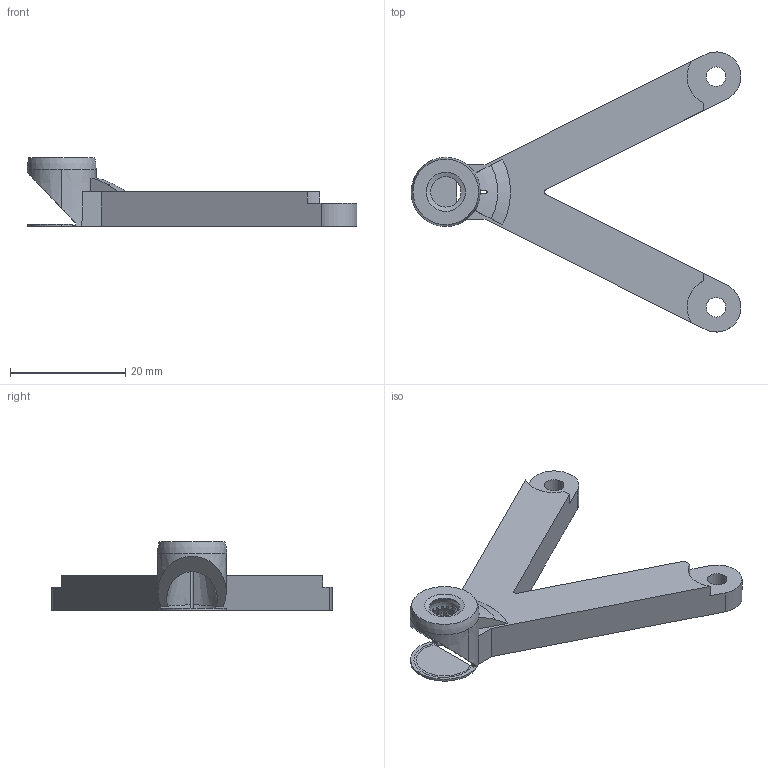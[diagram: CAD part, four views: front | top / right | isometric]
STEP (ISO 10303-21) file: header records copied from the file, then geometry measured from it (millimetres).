
FILE_DESCRIPTION(('FreeCAD Model'),'2;1');
FILE_NAME('Open CASCADE Shape Model','2023-06-12T20:43:05',(''),(''), 'Open CASCADE STEP processor 7.6','FreeCAD','Unknown');
FILE_SCHEMA(('AUTOMOTIVE_DESIGN { 1 0 10303 214 1 1 1 1 }'));
Length unit declared in the file: millimetre
Products named in the file (1): Pad040005534
Bounding box: 57.19 x 48.58 x 11.91 mm (x, y, z)
Volume: 5101.4 mm3; surface area: 3564.9 mm2
Topology: 1 solids, 1 shells, 142 faces, 422 edges, 277 vertices
Faces by surface type: plane 81, cylinder 50, cone 8, revolution 2, sphere 1
Full cylindrical faces by diameter (mm): 3.4 x2, 5.267 x1
Entity records: 15947 total; most frequent: CARTESIAN_POINT 8572, DIRECTION 1145, ORIENTED_EDGE 844, PCURVE 844, DEFINITIONAL_REPRESENTATION 844, B_SPLINE_CURVE_WITH_KNOTS 480, LINE 451, VECTOR 451
